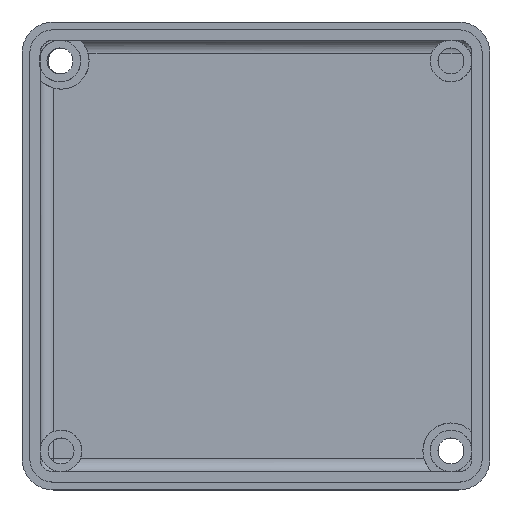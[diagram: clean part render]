
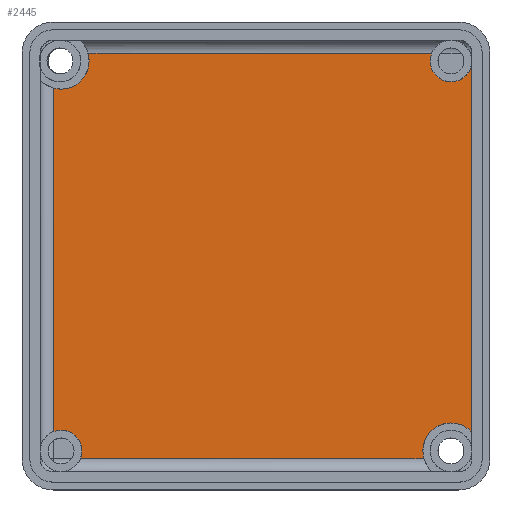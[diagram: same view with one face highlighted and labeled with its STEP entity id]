
A CAD part, top view. The second image highlights one B-rep face of the part: STEP entity #2445.
In plain terms, the highlighted planar face has unit normal (0, 0, 1).
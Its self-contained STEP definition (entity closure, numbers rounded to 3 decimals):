
#1301 = VERTEX_POINT('',#1302);
#1302 = CARTESIAN_POINT('',(20.75,-16.936,-4.25));
#1308 = EDGE_CURVE('',#1301,#1309,#1311,.T.);
#1309 = VERTEX_POINT('',#1310);
#1310 = CARTESIAN_POINT('',(20.75,18.75,-4.25));
#1311 = LINE('',#1312,#1313);
#1312 = CARTESIAN_POINT('',(20.75,-20.75,-4.25));
#1313 = VECTOR('',#1314,1.);
#1314 = DIRECTION('',(0.,1.,0.));
#2183 = VERTEX_POINT('',#2184);
#2184 = CARTESIAN_POINT('',(-16.896,-19.5,-4.25));
#2261 = EDGE_CURVE('',#2183,#2262,#2264,.T.);
#2262 = VERTEX_POINT('',#2263);
#2263 = CARTESIAN_POINT('',(16.156,-19.5,-4.25));
#2264 = LINE('',#2265,#2266);
#2265 = CARTESIAN_POINT('',(-20.75,-19.5,-4.25));
#2266 = VECTOR('',#2267,1.);
#2267 = DIRECTION('',(1.,0.,0.));
#2445 = ADVANCED_FACE('',(#2446),#2516,.T.);
#2446 = FACE_BOUND('',#2447,.T.);
#2447 = EDGE_LOOP('',(#2448,#2455,#2456,#2465,#2473,#2482,#2491,#2499,
    #2508,#2515));
#2448 = ORIENTED_EDGE('',*,*,#2449,.F.);
#2449 = EDGE_CURVE('',#1301,#2262,#2450,.T.);
#2450 = CIRCLE('',#2451,2.7);
#2451 = AXIS2_PLACEMENT_3D('',#2452,#2453,#2454);
#2452 = CARTESIAN_POINT('',(18.75,-18.75,-4.25));
#2453 = DIRECTION('',(0.,0.,1.));
#2454 = DIRECTION('',(1.,0.,0.));
#2455 = ORIENTED_EDGE('',*,*,#1308,.T.);
#2456 = ORIENTED_EDGE('',*,*,#2457,.F.);
#2457 = EDGE_CURVE('',#2458,#1309,#2460,.T.);
#2458 = VERTEX_POINT('',#2459);
#2459 = CARTESIAN_POINT('',(16.896,19.5,-4.25));
#2460 = CIRCLE('',#2461,2.);
#2461 = AXIS2_PLACEMENT_3D('',#2462,#2463,#2464);
#2462 = CARTESIAN_POINT('',(18.75,18.75,-4.25));
#2463 = DIRECTION('',(0.,0.,1.));
#2464 = DIRECTION('',(1.,0.,0.));
#2465 = ORIENTED_EDGE('',*,*,#2466,.F.);
#2466 = EDGE_CURVE('',#2467,#2458,#2469,.T.);
#2467 = VERTEX_POINT('',#2468);
#2468 = CARTESIAN_POINT('',(-16.156,19.5,-4.25));
#2469 = LINE('',#2470,#2471);
#2470 = CARTESIAN_POINT('',(-20.75,19.5,-4.25));
#2471 = VECTOR('',#2472,1.);
#2472 = DIRECTION('',(1.,0.,0.));
#2473 = ORIENTED_EDGE('',*,*,#2474,.F.);
#2474 = EDGE_CURVE('',#2475,#2467,#2477,.T.);
#2475 = VERTEX_POINT('',#2476);
#2476 = CARTESIAN_POINT('',(-16.05,18.75,-4.25));
#2477 = CIRCLE('',#2478,2.7);
#2478 = AXIS2_PLACEMENT_3D('',#2479,#2480,#2481);
#2479 = CARTESIAN_POINT('',(-18.75,18.75,-4.25));
#2480 = DIRECTION('',(0.,0.,1.));
#2481 = DIRECTION('',(1.,0.,0.));
#2482 = ORIENTED_EDGE('',*,*,#2483,.F.);
#2483 = EDGE_CURVE('',#2484,#2475,#2486,.T.);
#2484 = VERTEX_POINT('',#2485);
#2485 = CARTESIAN_POINT('',(-19.5,16.156,-4.25));
#2486 = CIRCLE('',#2487,2.7);
#2487 = AXIS2_PLACEMENT_3D('',#2488,#2489,#2490);
#2488 = CARTESIAN_POINT('',(-18.75,18.75,-4.25));
#2489 = DIRECTION('',(0.,0.,1.));
#2490 = DIRECTION('',(1.,0.,0.));
#2491 = ORIENTED_EDGE('',*,*,#2492,.F.);
#2492 = EDGE_CURVE('',#2493,#2484,#2495,.T.);
#2493 = VERTEX_POINT('',#2494);
#2494 = CARTESIAN_POINT('',(-19.5,-16.896,-4.25));
#2495 = LINE('',#2496,#2497);
#2496 = CARTESIAN_POINT('',(-19.5,-20.75,-4.25));
#2497 = VECTOR('',#2498,1.);
#2498 = DIRECTION('',(0.,1.,0.));
#2499 = ORIENTED_EDGE('',*,*,#2500,.F.);
#2500 = EDGE_CURVE('',#2501,#2493,#2503,.T.);
#2501 = VERTEX_POINT('',#2502);
#2502 = CARTESIAN_POINT('',(-16.75,-18.75,-4.25));
#2503 = CIRCLE('',#2504,2.);
#2504 = AXIS2_PLACEMENT_3D('',#2505,#2506,#2507);
#2505 = CARTESIAN_POINT('',(-18.75,-18.75,-4.25));
#2506 = DIRECTION('',(0.,0.,1.));
#2507 = DIRECTION('',(1.,0.,0.));
#2508 = ORIENTED_EDGE('',*,*,#2509,.F.);
#2509 = EDGE_CURVE('',#2183,#2501,#2510,.T.);
#2510 = CIRCLE('',#2511,2.);
#2511 = AXIS2_PLACEMENT_3D('',#2512,#2513,#2514);
#2512 = CARTESIAN_POINT('',(-18.75,-18.75,-4.25));
#2513 = DIRECTION('',(0.,0.,1.));
#2514 = DIRECTION('',(1.,0.,0.));
#2515 = ORIENTED_EDGE('',*,*,#2261,.T.);
#2516 = PLANE('',#2517);
#2517 = AXIS2_PLACEMENT_3D('',#2518,#2519,#2520);
#2518 = CARTESIAN_POINT('',(-20.75,-20.75,-4.25));
#2519 = DIRECTION('',(0.,0.,1.));
#2520 = DIRECTION('',(1.,0.,0.));
